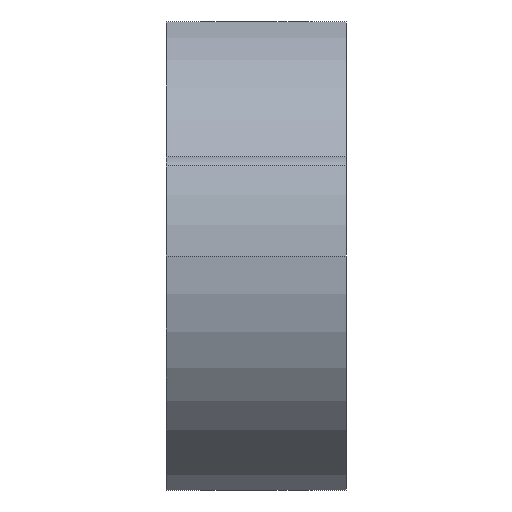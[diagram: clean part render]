
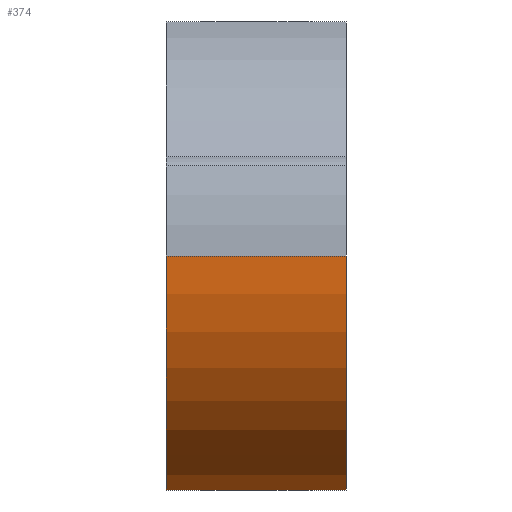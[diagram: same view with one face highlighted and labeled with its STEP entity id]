
A CAD part, left-side view. The second image highlights one B-rep face of the part: STEP entity #374.
In plain terms, the highlighted cylindrical face has radius 41 mm (diameter 82 mm), a partial arc.
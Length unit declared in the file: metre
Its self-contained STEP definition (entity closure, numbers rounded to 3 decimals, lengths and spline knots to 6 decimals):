
#374=ADVANCED_FACE('',(#919),#920,.T.);
#919=FACE_OUTER_BOUND('',#1670,.T.);
#920=CYLINDRICAL_SURFACE('',#1671,0.041);
#1670=EDGE_LOOP('',(#2780,#2781,#2782,#2783));
#1671=AXIS2_PLACEMENT_3D('',#2784,#2785,#2786);
#2780=ORIENTED_EDGE('',*,*,#4890,.F.);
#2781=ORIENTED_EDGE('',*,*,#4891,.F.);
#2782=ORIENTED_EDGE('',*,*,#4892,.T.);
#2783=ORIENTED_EDGE('',*,*,#4893,.T.);
#2784=CARTESIAN_POINT('',(0.0,0.015005,-0.015005));
#2785=DIRECTION('',(0.0,-1.0,0.));
#2786=DIRECTION('',(1.0,0.0,0.0));
#4890=EDGE_CURVE('',#5914,#5915,#5916,.T.);
#4891=EDGE_CURVE('0:6370',#5917,#5914,#5918,.T.);
#4892=EDGE_CURVE('0:6373',#5917,#5919,#5920,.T.);
#4893=EDGE_CURVE('0:6376',#5919,#5915,#5921,.T.);
#5914=VERTEX_POINT('',#7487);
#5915=VERTEX_POINT('',#7488);
#5916=LINE('',#7489,#7490);
#5917=VERTEX_POINT('',#7491);
#5918=CIRCLE('',#7492,0.041);
#5919=VERTEX_POINT('',#7493);
#5920=LINE('',#7494,#7495);
#5921=CIRCLE('',#7496,0.041);
#7487=CARTESIAN_POINT('',(-0.041,0.015005,-0.015005));
#7488=CARTESIAN_POINT('',(-0.041,-0.014995,-0.015005));
#7489=CARTESIAN_POINT('',(-0.041,0.000005,-0.015005));
#7490=VECTOR('',#9189,1.0);
#7491=CARTESIAN_POINT('',(-0.012649,0.015005,-0.054005));
#7492=AXIS2_PLACEMENT_3D('',#9190,#9191,#9192);
#7493=CARTESIAN_POINT('',(-0.012649,-0.014995,-0.054005));
#7494=CARTESIAN_POINT('',(-0.012649,0.015005,-0.054005));
#7495=VECTOR('',#9193,0.000001);
#7496=AXIS2_PLACEMENT_3D('',#9194,#9195,#9196);
#9189=DIRECTION('',(0.0,-1.0,0.));
#9190=CARTESIAN_POINT('',(0.0,0.015005,-0.015005));
#9191=DIRECTION('',(-0.0,1.0,0.));
#9192=DIRECTION('',(1.0,0.0,0.0));
#9193=DIRECTION('',(-0.0,-1.0,0.));
#9194=CARTESIAN_POINT('',(0.0,-0.014995,-0.015005));
#9195=DIRECTION('',(-0.0,1.0,0.));
#9196=DIRECTION('',(1.0,0.0,0.0));
